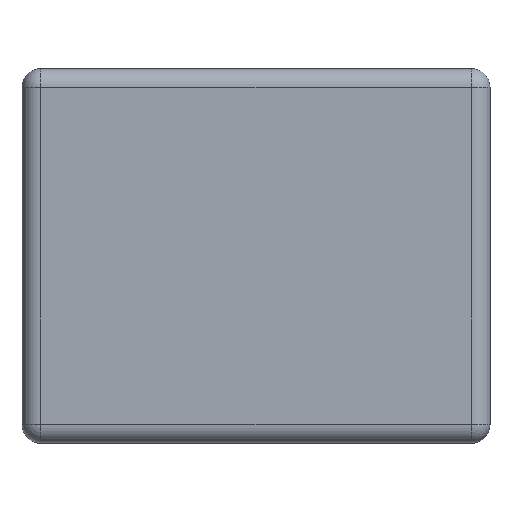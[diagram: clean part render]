
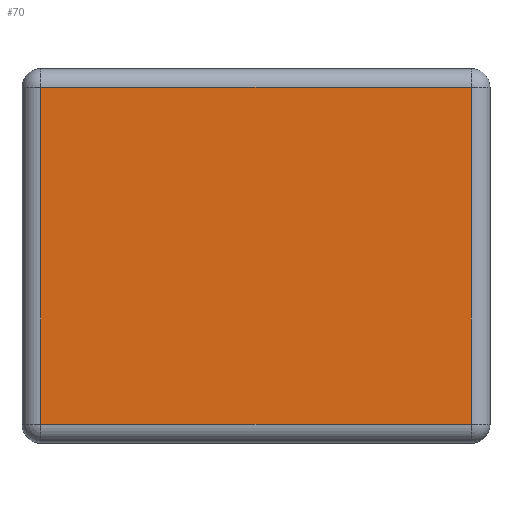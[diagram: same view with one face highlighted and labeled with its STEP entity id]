
A CAD part, top view. The second image highlights one B-rep face of the part: STEP entity #70.
In plain terms, the highlighted planar face has unit normal (0, 0, 1).
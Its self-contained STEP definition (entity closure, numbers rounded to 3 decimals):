
#13=DIRECTION('',(0.,0.,1.));
#22=VERTEX_POINT('',#23);
#23=CARTESIAN_POINT('',(-1.15,0.9,1.));
#36=VECTOR('',#37,1.);
#37=DIRECTION('',(-0.,-1.,-0.));
#40=VERTEX_POINT('',#41);
#41=CARTESIAN_POINT('',(-1.15,-0.9,1.));
#47=EDGE_CURVE('',#22,#40,#48,.T.);
#48=LINE('',#23,#36);
#66=DIRECTION('',(0.,1.,0.));
#70=ADVANCED_FACE('',(#71),#92,.T.);
#71=FACE_BOUND('',#72,.T.);
#72=EDGE_LOOP('',(#73,#80,#86,#91));
#73=ORIENTED_EDGE('',*,*,#74,.T.);
#74=EDGE_CURVE('',#40,#75,#77,.T.);
#75=VERTEX_POINT('',#76);
#76=CARTESIAN_POINT('',(1.15,-0.9,1.));
#77=LINE('',#41,#78);
#78=VECTOR('',#79,1.);
#79=DIRECTION('',(1.,0.,0.));
#80=ORIENTED_EDGE('',*,*,#81,.T.);
#81=EDGE_CURVE('',#75,#82,#84,.T.);
#82=VERTEX_POINT('',#83);
#83=CARTESIAN_POINT('',(1.15,0.9,1.));
#84=LINE('',#76,#85);
#85=VECTOR('',#66,1.);
#86=ORIENTED_EDGE('',*,*,#87,.T.);
#87=EDGE_CURVE('',#82,#22,#88,.T.);
#88=LINE('',#83,#89);
#89=VECTOR('',#90,1.);
#90=DIRECTION('',(-1.,-0.,-0.));
#91=ORIENTED_EDGE('',*,*,#47,.T.);
#92=PLANE('',#93);
#93=AXIS2_PLACEMENT_3D('',#94,#13,#79);
#94=CARTESIAN_POINT('',(-1.25,-1.,1.));
